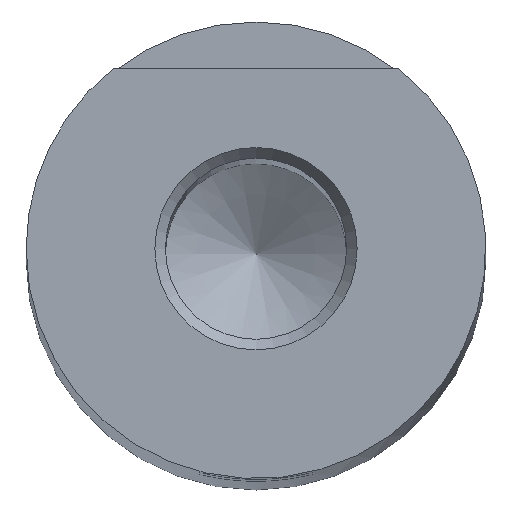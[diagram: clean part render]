
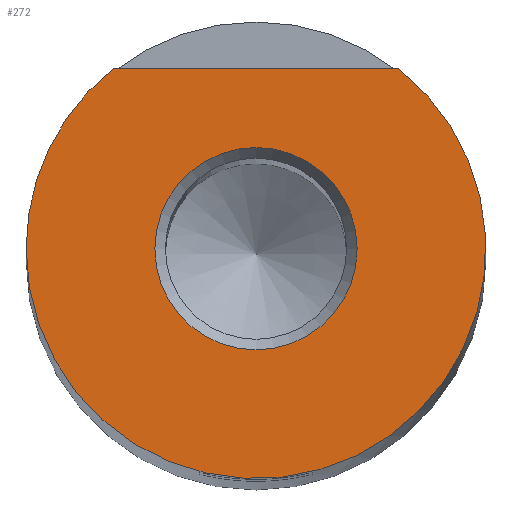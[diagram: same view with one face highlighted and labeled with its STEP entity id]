
A CAD part, top view. The second image highlights one B-rep face of the part: STEP entity #272.
In plain terms, the highlighted planar face has unit normal (0, 0, 1).
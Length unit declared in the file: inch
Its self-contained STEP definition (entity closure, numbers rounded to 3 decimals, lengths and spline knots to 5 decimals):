
#21=PLANE('',#320);
#35=FACE_BOUND('',#73,.T.);
#53=FACE_OUTER_BOUND('',#72,.T.);
#72=EDGE_LOOP('',(#251,#252,#253));
#73=EDGE_LOOP('',(#254,#255));
#85=LINE('',#600,#100);
#100=VECTOR('',#380,0.3937);
#108=CIRCLE('',#299,0.125);
#109=CIRCLE('',#300,0.125);
#114=CIRCLE('',#310,0.055);
#115=CIRCLE('',#311,0.055);
#121=VERTEX_POINT('',#404);
#124=VERTEX_POINT('',#409);
#125=VERTEX_POINT('',#411);
#141=VERTEX_POINT('',#588);
#142=VERTEX_POINT('',#589);
#152=EDGE_CURVE('',#125,#124,#108,.T.);
#154=EDGE_CURVE('',#121,#125,#109,.T.);
#172=EDGE_CURVE('',#141,#142,#114,.T.);
#173=EDGE_CURVE('',#142,#141,#115,.T.);
#178=EDGE_CURVE('',#124,#121,#85,.T.);
#251=ORIENTED_EDGE('',*,*,#178,.T.);
#252=ORIENTED_EDGE('',*,*,#154,.T.);
#253=ORIENTED_EDGE('',*,*,#152,.T.);
#254=ORIENTED_EDGE('',*,*,#172,.T.);
#255=ORIENTED_EDGE('',*,*,#173,.T.);
#272=ADVANCED_FACE('',(#53,#35),#21,.T.);
#299=AXIS2_PLACEMENT_3D('',#412,#338,#339);
#300=AXIS2_PLACEMENT_3D('',#414,#341,#342);
#310=AXIS2_PLACEMENT_3D('',#590,#366,#367);
#311=AXIS2_PLACEMENT_3D('',#591,#368,#369);
#320=AXIS2_PLACEMENT_3D('',#608,#392,#393);
#338=DIRECTION('center_axis',(0.,0.,1.));
#339=DIRECTION('ref_axis',(1.,0.,0.));
#341=DIRECTION('center_axis',(0.,0.,1.));
#342=DIRECTION('ref_axis',(1.,0.,0.));
#366=DIRECTION('center_axis',(0.,0.,-1.));
#367=DIRECTION('ref_axis',(1.,0.,0.));
#368=DIRECTION('center_axis',(0.,0.,-1.));
#369=DIRECTION('ref_axis',(1.,0.,0.));
#380=DIRECTION('',(-1.,0.,0.));
#392=DIRECTION('center_axis',(0.,0.,1.));
#393=DIRECTION('ref_axis',(1.,0.,0.));
#404=CARTESIAN_POINT('',(-0.0776,0.098,3.587));
#409=CARTESIAN_POINT('',(0.0776,0.098,3.587));
#411=CARTESIAN_POINT('',(-0.125,0.,3.587));
#412=CARTESIAN_POINT('Origin',(0.,0.,3.587));
#414=CARTESIAN_POINT('Origin',(0.,0.,3.587));
#588=CARTESIAN_POINT('',(0.055,0.,3.587));
#589=CARTESIAN_POINT('',(-0.055,0.,3.587));
#590=CARTESIAN_POINT('Origin',(0.,0.,3.587));
#591=CARTESIAN_POINT('Origin',(0.,0.,3.587));
#600=CARTESIAN_POINT('',(0.0388,0.098,3.587));
#608=CARTESIAN_POINT('Origin',(0.,0.,3.587));
